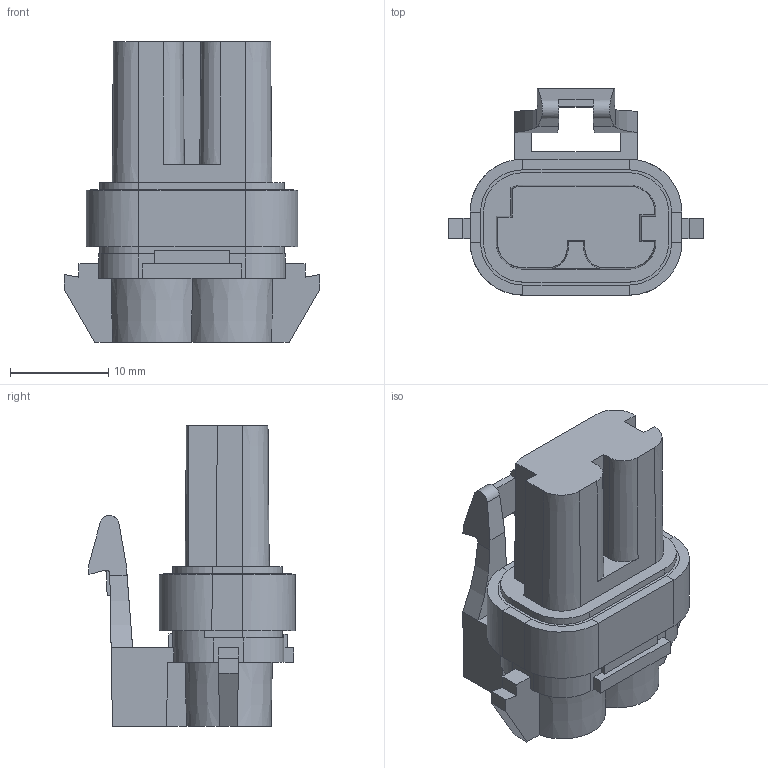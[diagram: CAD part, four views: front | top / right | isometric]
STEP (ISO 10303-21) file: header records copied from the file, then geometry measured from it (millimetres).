
FILE_DESCRIPTION(/* description */ (''),/* implementation_level */ '2;1');
FILE_NAME(/* name */ 'ELEC_Connector_12129487.ipt.step',/* time_stamp */ '2015-01-02T19:13:52-08:00',/* author */ ('Autodesk Inc.'),/* organization */ ('Autodesk Inc.'),/* preprocessor_version */ 'ST-DEVELOPER v15.6',/* originating_system */ 'Autodesk Inventor 2015',/* authorisation */ '');
FILE_SCHEMA (('AUTOMOTIVE_DESIGN { 1 0 10303 214 3 1 1 }'));
Length unit declared in the file: millimetre
Products named in the file (1): ELEC_Connector_12129487
Bounding box: 26 x 20.98 x 30.6 mm (x, y, z)
Volume: 5610.9 mm3; surface area: 3001.6 mm2
Topology: 1 solids, 1 shells, 157 faces, 434 edges, 280 vertices
Faces by surface type: plane 117, cylinder 22, cone 18
Entity records: 5187 total; most frequent: CARTESIAN_POINT 965, ORIENTED_EDGE 868, DIRECTION 804, EDGE_CURVE 434, LINE 348, VECTOR 348, VERTEX_POINT 280, AXIS2_PLACEMENT_3D 228
